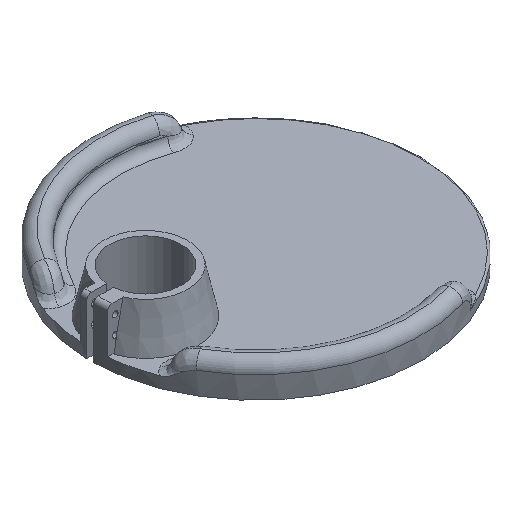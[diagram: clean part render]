
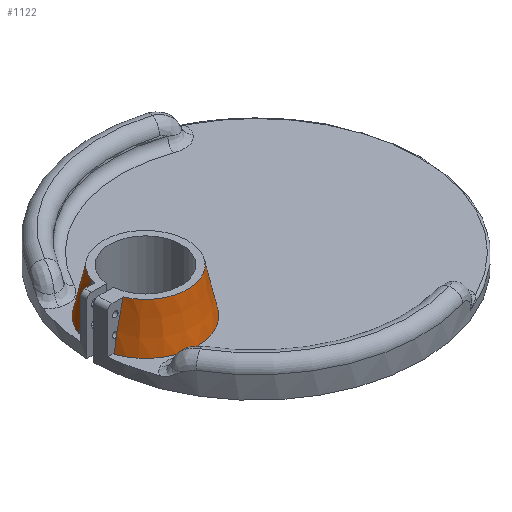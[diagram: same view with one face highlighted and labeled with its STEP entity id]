
A CAD part, isometric view. The second image highlights one B-rep face of the part: STEP entity #1122.
In plain terms, the highlighted conical face has half-angle 12.369 degrees and reference radius 23.486 mm.
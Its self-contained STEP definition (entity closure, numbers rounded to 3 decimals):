
#34 = CARTESIAN_POINT ( 'NONE',  ( -70.411, -7.429, 13.047 ) ) ;
#38 = DIRECTION ( 'NONE',  ( 0., 0., -1. ) ) ;
#89 = DIRECTION ( 'NONE',  ( 0., 0., 1. ) ) ;
#138 = CIRCLE ( 'NONE', #562, 23.486 ) ;
#174 = DIRECTION ( 'NONE',  ( 1., 0., 0. ) ) ;
#188 = DIRECTION ( 'NONE',  ( 0.201, 0.073, 0.977 ) ) ;
#296 = CIRCLE ( 'NONE', #2964, 19.1 ) ;
#300 = CARTESIAN_POINT ( 'NONE',  ( -70.396, -7.476, 13.037 ) ) ;
#371 = EDGE_CURVE ( 'NONE', #1775, #2517, #1669, .T. ) ;
#470 = DIRECTION ( 'NONE',  ( 0.201, -0.073, 0.977 ) ) ;
#478 = LINE ( 'NONE', #702, #2460 ) ;
#558 = DIRECTION ( 'NONE',  ( -1., 0., 0. ) ) ;
#562 = AXIS2_PLACEMENT_3D ( 'NONE', #1167, #2141, #174 ) ;
#702 = CARTESIAN_POINT ( 'NONE',  ( -67.948, -6.533, 25. ) ) ;
#807 = CARTESIAN_POINT ( 'NONE',  ( -70.389, -7.5, 13.032 ) ) ;
#949 = ORIENTED_EDGE ( 'NONE', *, *, #1722, .T. ) ;
#972 = CARTESIAN_POINT ( 'NONE',  ( -72.07, -8.033, 5. ) ) ;
#1000 = CARTESIAN_POINT ( 'NONE',  ( -70.411, -7.429, 13.047 ) ) ;
#1003 = CARTESIAN_POINT ( 'NONE',  ( -67.566, -7.5, 25. ) ) ;
#1069 = AXIS2_PLACEMENT_3D ( 'NONE', #1517, #38, #558 ) ;
#1077 = DIRECTION ( 'NONE',  ( 1., 0., 0. ) ) ;
#1122 = ADVANCED_FACE ( 'NONE', ( #1502 ), #1322, .T. ) ;
#1167 = CARTESIAN_POINT ( 'NONE',  ( -50., 0., 5. ) ) ;
#1287 = CARTESIAN_POINT ( 'NONE',  ( -68.517, -7.5, 21.013 ) ) ;
#1300 = CARTESIAN_POINT ( 'NONE',  ( -50., 0., 25. ) ) ;
#1322 = CONICAL_SURFACE ( 'NONE', #1069, 23.486, 0.216 ) ;
#1386 = ORIENTED_EDGE ( 'NONE', *, *, #2462, .T. ) ;
#1484 = VERTEX_POINT ( 'NONE', #2137 ) ;
#1502 = FACE_OUTER_BOUND ( 'NONE', #2786, .T. ) ;
#1517 = CARTESIAN_POINT ( 'NONE',  ( -50., 0., 5. ) ) ;
#1669 = B_SPLINE_CURVE_WITH_KNOTS ( 'NONE', 3,
 ( #3010, #300, #2968, #34 ),
 .UNSPECIFIED., .F., .F.,
 ( 4, 4 ),
 ( 0., 0. ),
 .UNSPECIFIED. ) ;
#1722 = EDGE_CURVE ( 'NONE', #2183, #2238, #138, .T. ) ;
#1775 = VERTEX_POINT ( 'NONE', #2372 ) ;
#1847 = EDGE_CURVE ( 'NONE', #2183, #2517, #478, .T. ) ;
#1953 = ORIENTED_EDGE ( 'NONE', *, *, #2324, .T. ) ;
#1958 = LINE ( 'NONE', #2395, #3064 ) ;
#2064 = ORIENTED_EDGE ( 'NONE', *, *, #1847, .F. ) ;
#2137 = CARTESIAN_POINT ( 'NONE',  ( -67.566, -7.5, 25. ) ) ;
#2141 = DIRECTION ( 'NONE',  ( 0., 0., 1. ) ) ;
#2183 = VERTEX_POINT ( 'NONE', #972 ) ;
#2213 = CARTESIAN_POINT ( 'NONE',  ( -72.07, 8.033, 5. ) ) ;
#2236 = B_SPLINE_CURVE_WITH_KNOTS ( 'NONE', 3,
 ( #1003, #1287, #2747, #807 ),
 .UNSPECIFIED., .F., .F.,
 ( 4, 4 ),
 ( 0.021, 0.033 ),
 .UNSPECIFIED. ) ;
#2238 = VERTEX_POINT ( 'NONE', #2213 ) ;
#2324 = EDGE_CURVE ( 'NONE', #1484, #1775, #2236, .T. ) ;
#2372 = CARTESIAN_POINT ( 'NONE',  ( -70.389, -7.5, 13.032 ) ) ;
#2395 = CARTESIAN_POINT ( 'NONE',  ( -67.948, 6.533, 25. ) ) ;
#2460 = VECTOR ( 'NONE', #188, 1000. ) ;
#2462 = EDGE_CURVE ( 'NONE', #2238, #2628, #1958, .T. ) ;
#2503 = ORIENTED_EDGE ( 'NONE', *, *, #2924, .F. ) ;
#2517 = VERTEX_POINT ( 'NONE', #1000 ) ;
#2612 = CARTESIAN_POINT ( 'NONE',  ( -67.948, 6.533, 25. ) ) ;
#2628 = VERTEX_POINT ( 'NONE', #2612 ) ;
#2747 = CARTESIAN_POINT ( 'NONE',  ( -69.456, -7.5, 17.023 ) ) ;
#2786 = EDGE_LOOP ( 'NONE', ( #2503, #1953, #3021, #2064, #949, #1386 ) ) ;
#2924 = EDGE_CURVE ( 'NONE', #1484, #2628, #296, .T. ) ;
#2964 = AXIS2_PLACEMENT_3D ( 'NONE', #1300, #89, #1077 ) ;
#2968 = CARTESIAN_POINT ( 'NONE',  ( -70.404, -7.453, 13.042 ) ) ;
#3010 = CARTESIAN_POINT ( 'NONE',  ( -70.389, -7.5, 13.032 ) ) ;
#3021 = ORIENTED_EDGE ( 'NONE', *, *, #371, .T. ) ;
#3064 = VECTOR ( 'NONE', #470, 1000. ) ;
